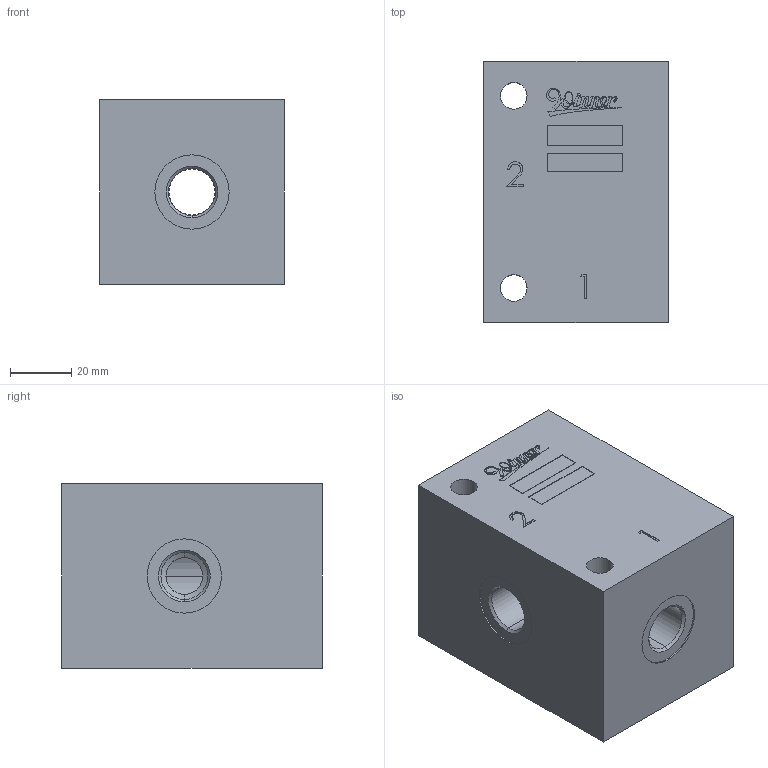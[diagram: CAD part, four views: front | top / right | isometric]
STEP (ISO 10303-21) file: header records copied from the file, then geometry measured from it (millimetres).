
FILE_DESCRIPTION (( 'STEP AP203' ), '1' );
FILE_NAME ('ML-28M2-G03-Z01.STEP', '2026-02-25T05:33:43', ( '' ), ( '' ), 'SwSTEP 2.0', 'SolidWorks 2018', '' );
FILE_SCHEMA (( 'CONFIG_CONTROL_DESIGN' ));
Length unit declared in the file: millimetre
Products named in the file (1): ML-28M2-G03-Z01
Bounding box: 60 x 85 x 60 mm (x, y, z)
Volume: 261690.6 mm3; surface area: 36654.3 mm2
Topology: 1 solids, 1 shells, 264 faces, 734 edges, 484 vertices
Faces by surface type: cylinder 167, plane 79, cone 12, bspline 6
Entity records: 9127 total; most frequent: CARTESIAN_POINT 1977, DIRECTION 1576, ORIENTED_EDGE 1468, EDGE_CURVE 734, AXIS2_PLACEMENT_3D 599, VERTEX_POINT 484, VECTOR 378, LINE 378
